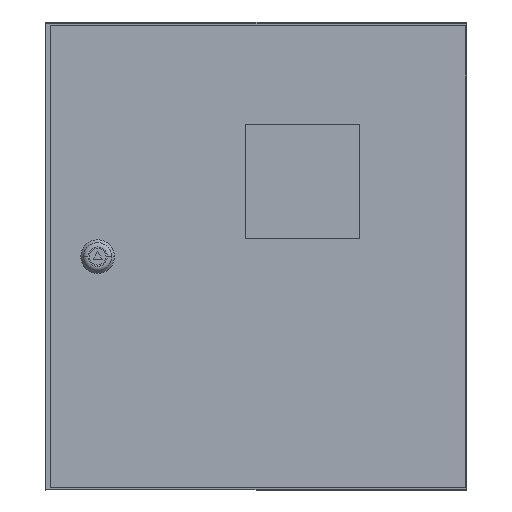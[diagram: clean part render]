
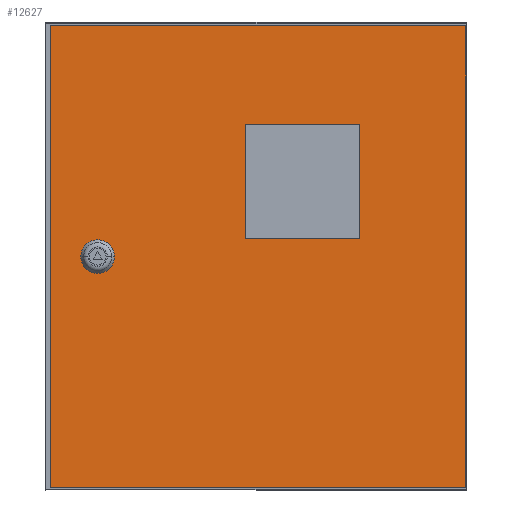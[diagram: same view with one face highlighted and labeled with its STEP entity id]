
A CAD part, top view. The second image highlights one B-rep face of the part: STEP entity #12627.
In plain terms, the highlighted planar face has unit normal (0, 0, 1).
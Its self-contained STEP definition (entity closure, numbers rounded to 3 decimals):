
#417 = LINE ( 'NONE', #9704, #8530 ) ;
#505 = DIRECTION ( 'NONE',  ( -1., 0., 0. ) ) ;
#536 = VERTEX_POINT ( 'NONE', #10844 ) ;
#922 = ORIENTED_EDGE ( 'NONE', *, *, #11449, .F. ) ;
#1114 = EDGE_LOOP ( 'NONE', ( #922, #14330, #9749, #14342 ) ) ;
#1216 = DIRECTION ( 'NONE',  ( 0., 0., 1. ) ) ;
#1240 = ORIENTED_EDGE ( 'NONE', *, *, #9068, .F. ) ;
#1429 = VERTEX_POINT ( 'NONE', #12991 ) ;
#1619 = VERTEX_POINT ( 'NONE', #5553 ) ;
#1634 = CIRCLE ( 'NONE', #10650, 16. ) ;
#1639 = PLANE ( 'NONE',  #8399 ) ;
#1787 = DIRECTION ( 'NONE',  ( 0., 0., 1. ) ) ;
#1925 = CARTESIAN_POINT ( 'NONE',  ( 96., 125.5, 0. ) ) ;
#1949 = ORIENTED_EDGE ( 'NONE', *, *, #2418, .F. ) ;
#1996 = VECTOR ( 'NONE', #10152, 1000. ) ;
#2418 = EDGE_CURVE ( 'NONE', #4340, #6243, #417, .T. ) ;
#2433 = DIRECTION ( 'NONE',  ( 1., 0., 0. ) ) ;
#2462 = DIRECTION ( 'NONE',  ( 1., 0., 0. ) ) ;
#2891 = EDGE_LOOP ( 'NONE', ( #5620, #4542 ) ) ;
#2995 = VECTOR ( 'NONE', #8667, 1000. ) ;
#3524 = CARTESIAN_POINT ( 'NONE',  ( -153., 0., 0. ) ) ;
#4063 = VERTEX_POINT ( 'NONE', #11341 ) ;
#4065 = AXIS2_PLACEMENT_3D ( 'NONE', #4718, #1216, #2433 ) ;
#4217 = DIRECTION ( 'NONE',  ( -1., 0., 0. ) ) ;
#4263 = EDGE_LOOP ( 'NONE', ( #1949, #1240, #12943, #11912 ) ) ;
#4288 = LINE ( 'NONE', #8948, #14316 ) ;
#4340 = VERTEX_POINT ( 'NONE', #9480 ) ;
#4344 = EDGE_CURVE ( 'NONE', #1429, #11033, #1634, .T. ) ;
#4542 = ORIENTED_EDGE ( 'NONE', *, *, #5822, .F. ) ;
#4718 = CARTESIAN_POINT ( 'NONE',  ( -153., 0., 0. ) ) ;
#4918 = CARTESIAN_POINT ( 'NONE',  ( -197.5, -219.5, 0. ) ) ;
#4997 = FACE_BOUND ( 'NONE', #4263, .T. ) ;
#5147 = EDGE_CURVE ( 'NONE', #6243, #6653, #6599, .T. ) ;
#5360 = LINE ( 'NONE', #10007, #11191 ) ;
#5421 = CARTESIAN_POINT ( 'NONE',  ( -197.5, 219.5, 0. ) ) ;
#5519 = CARTESIAN_POINT ( 'NONE',  ( 96., 17., 0. ) ) ;
#5553 = CARTESIAN_POINT ( 'NONE',  ( 197.5, -219.5, 0. ) ) ;
#5620 = ORIENTED_EDGE ( 'NONE', *, *, #4344, .F. ) ;
#5822 = EDGE_CURVE ( 'NONE', #11033, #1429, #6539, .T. ) ;
#6055 = DIRECTION ( 'NONE',  ( 0., 0., 1. ) ) ;
#6149 = LINE ( 'NONE', #10791, #2995 ) ;
#6211 = EDGE_CURVE ( 'NONE', #536, #12589, #5360, .T. ) ;
#6243 = VERTEX_POINT ( 'NONE', #5519 ) ;
#6318 = CARTESIAN_POINT ( 'NONE',  ( -197.5, 219.5, 0. ) ) ;
#6523 = DIRECTION ( 'NONE',  ( 0., -1., 0. ) ) ;
#6539 = CIRCLE ( 'NONE', #4065, 16. ) ;
#6599 = LINE ( 'NONE', #1925, #11416 ) ;
#6640 = CARTESIAN_POINT ( 'NONE',  ( -169., 0., 0. ) ) ;
#6653 = VERTEX_POINT ( 'NONE', #13700 ) ;
#7095 = DIRECTION ( 'NONE',  ( -1., 0., 0. ) ) ;
#7493 = EDGE_CURVE ( 'NONE', #12589, #4063, #13703, .T. ) ;
#8399 = AXIS2_PLACEMENT_3D ( 'NONE', #6318, #1787, #10947 ) ;
#8530 = VECTOR ( 'NONE', #12094, 1000. ) ;
#8663 = VECTOR ( 'NONE', #7095, 1000. ) ;
#8667 = DIRECTION ( 'NONE',  ( 0., -1., 0. ) ) ;
#8669 = FACE_OUTER_BOUND ( 'NONE', #1114, .T. ) ;
#8948 = CARTESIAN_POINT ( 'NONE',  ( -12.5, 125.5, 0. ) ) ;
#9068 = EDGE_CURVE ( 'NONE', #13434, #4340, #4288, .T. ) ;
#9434 = CARTESIAN_POINT ( 'NONE',  ( -12.5, 125.5, 0. ) ) ;
#9480 = CARTESIAN_POINT ( 'NONE',  ( -12.5, 17., 0. ) ) ;
#9506 = LINE ( 'NONE', #9434, #8663 ) ;
#9704 = CARTESIAN_POINT ( 'NONE',  ( -12.5, 17., 0. ) ) ;
#9749 = ORIENTED_EDGE ( 'NONE', *, *, #6211, .T. ) ;
#10007 = CARTESIAN_POINT ( 'NONE',  ( -197.5, 219.5, 0. ) ) ;
#10152 = DIRECTION ( 'NONE',  ( 0., -1., 0. ) ) ;
#10650 = AXIS2_PLACEMENT_3D ( 'NONE', #3524, #6055, #2462 ) ;
#10713 = LINE ( 'NONE', #4918, #13765 ) ;
#10791 = CARTESIAN_POINT ( 'NONE',  ( 197.5, 219.5, 0. ) ) ;
#10844 = CARTESIAN_POINT ( 'NONE',  ( 197.5, 219.5, 0. ) ) ;
#10947 = DIRECTION ( 'NONE',  ( 1., 0., 0. ) ) ;
#11033 = VERTEX_POINT ( 'NONE', #6640 ) ;
#11107 = CARTESIAN_POINT ( 'NONE',  ( -12.5, 125.5, 0. ) ) ;
#11191 = VECTOR ( 'NONE', #4217, 1000. ) ;
#11234 = DIRECTION ( 'NONE',  ( 0., 1., 0. ) ) ;
#11341 = CARTESIAN_POINT ( 'NONE',  ( -197.5, -219.5, 0. ) ) ;
#11386 = EDGE_CURVE ( 'NONE', #536, #1619, #6149, .T. ) ;
#11416 = VECTOR ( 'NONE', #11234, 1000. ) ;
#11449 = EDGE_CURVE ( 'NONE', #1619, #4063, #10713, .T. ) ;
#11912 = ORIENTED_EDGE ( 'NONE', *, *, #5147, .F. ) ;
#12024 = CARTESIAN_POINT ( 'NONE',  ( -197.5, 219.5, 0. ) ) ;
#12094 = DIRECTION ( 'NONE',  ( 1., 0., 0. ) ) ;
#12589 = VERTEX_POINT ( 'NONE', #12024 ) ;
#12627 = ADVANCED_FACE ( 'NONE', ( #13423, #8669, #4997 ), #1639, .T. ) ;
#12943 = ORIENTED_EDGE ( 'NONE', *, *, #14751, .F. ) ;
#12991 = CARTESIAN_POINT ( 'NONE',  ( -137., 0., 0. ) ) ;
#13423 = FACE_BOUND ( 'NONE', #2891, .T. ) ;
#13434 = VERTEX_POINT ( 'NONE', #11107 ) ;
#13700 = CARTESIAN_POINT ( 'NONE',  ( 96., 125.5, 0. ) ) ;
#13703 = LINE ( 'NONE', #5421, #1996 ) ;
#13765 = VECTOR ( 'NONE', #505, 1000. ) ;
#14316 = VECTOR ( 'NONE', #6523, 1000. ) ;
#14330 = ORIENTED_EDGE ( 'NONE', *, *, #11386, .F. ) ;
#14342 = ORIENTED_EDGE ( 'NONE', *, *, #7493, .T. ) ;
#14751 = EDGE_CURVE ( 'NONE', #6653, #13434, #9506, .T. ) ;
